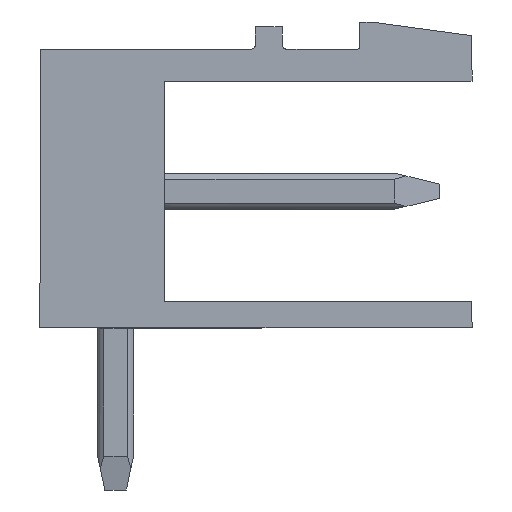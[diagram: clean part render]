
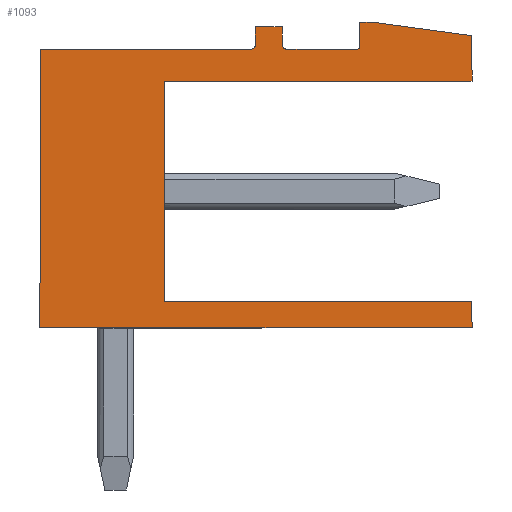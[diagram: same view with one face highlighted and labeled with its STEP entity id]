
A CAD part, left-side view. The second image highlights one B-rep face of the part: STEP entity #1093.
In plain terms, the highlighted planar face has unit normal (-1, 0, 0).
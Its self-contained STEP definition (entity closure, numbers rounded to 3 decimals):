
#969=AXIS2_PLACEMENT_3D('Plane Axis2P3D',#966,#967,#968) ;
#1015=AXIS2_PLACEMENT_3D('Circle Axis2P3D',#1013,#1014,$) ;
#1043=AXIS2_PLACEMENT_3D('Circle Axis2P3D',#1041,#1042,$) ;
#49=CARTESIAN_POINT('Vertex',(0.,8.55,5.23)) ;
#52=CARTESIAN_POINT('Line Origine',(0.,4.275,5.23)) ;
#56=CARTESIAN_POINT('Vertex',(0.,0.,5.23)) ;
#224=CARTESIAN_POINT('Vertex',(0.,8.55,11.36)) ;
#227=CARTESIAN_POINT('Line Origine',(0.,8.55,8.295)) ;
#966=CARTESIAN_POINT('Axis2P3D Location',(0.,0.,1.3)) ;
#971=CARTESIAN_POINT('Line Origine',(0.,4.275,11.36)) ;
#975=CARTESIAN_POINT('Vertex',(0.,0.,11.36)) ;
#978=CARTESIAN_POINT('Line Origine',(0.,0.,11.99)) ;
#982=CARTESIAN_POINT('Vertex',(0.,0.,12.62)) ;
#985=CARTESIAN_POINT('Line Origine',(0.,1.4,12.81)) ;
#989=CARTESIAN_POINT('Vertex',(0.,2.8,13.)) ;
#992=CARTESIAN_POINT('Line Origine',(0.,2.96,13.)) ;
#996=CARTESIAN_POINT('Vertex',(0.,3.12,13.)) ;
#999=CARTESIAN_POINT('Line Origine',(0.,3.12,12.625)) ;
#1003=CARTESIAN_POINT('Vertex',(0.,3.12,12.25)) ;
#1006=CARTESIAN_POINT('Line Origine',(0.,4.145,12.25)) ;
#1010=CARTESIAN_POINT('Vertex',(0.,5.17,12.25)) ;
#1013=CARTESIAN_POINT('Axis2P3D Location',(0.,5.17,12.35)) ;
#1017=CARTESIAN_POINT('Vertex',(0.,5.27,12.35)) ;
#1020=CARTESIAN_POINT('Line Origine',(0.,5.27,12.61)) ;
#1024=CARTESIAN_POINT('Vertex',(0.,5.27,12.87)) ;
#1027=CARTESIAN_POINT('Line Origine',(0.,5.645,12.87)) ;
#1031=CARTESIAN_POINT('Vertex',(0.,6.02,12.87)) ;
#1034=CARTESIAN_POINT('Line Origine',(0.,6.02,12.61)) ;
#1038=CARTESIAN_POINT('Vertex',(0.,6.02,12.35)) ;
#1041=CARTESIAN_POINT('Axis2P3D Location',(0.,6.12,12.35)) ;
#1045=CARTESIAN_POINT('Vertex',(0.,6.12,12.25)) ;
#1048=CARTESIAN_POINT('Line Origine',(0.,9.06,12.25)) ;
#1052=CARTESIAN_POINT('Vertex',(0.,12.,12.25)) ;
#1055=CARTESIAN_POINT('Line Origine',(0.,12.,8.375)) ;
#1059=CARTESIAN_POINT('Vertex',(0.,12.,4.5)) ;
#1062=CARTESIAN_POINT('Line Origine',(0.,6.,4.5)) ;
#1066=CARTESIAN_POINT('Vertex',(0.,0.,4.5)) ;
#1069=CARTESIAN_POINT('Line Origine',(0.,0.,4.865)) ;
#53=DIRECTION('Vector Direction',(0.,1.,0.)) ;
#228=DIRECTION('Vector Direction',(0.,0.,-1.)) ;
#967=DIRECTION('Axis2P3D Direction',(-1.,0.,0.)) ;
#968=DIRECTION('Axis2P3D XDirection',(0.,0.,1.)) ;
#972=DIRECTION('Vector Direction',(0.,-1.,0.)) ;
#979=DIRECTION('Vector Direction',(0.,0.,1.)) ;
#986=DIRECTION('Vector Direction',(0.,0.991,0.134)) ;
#993=DIRECTION('Vector Direction',(0.,1.,0.)) ;
#1000=DIRECTION('Vector Direction',(0.,0.,-1.)) ;
#1007=DIRECTION('Vector Direction',(0.,1.,0.)) ;
#1014=DIRECTION('Axis2P3D Direction',(-1.,0.,0.)) ;
#1021=DIRECTION('Vector Direction',(0.,0.,1.)) ;
#1028=DIRECTION('Vector Direction',(0.,1.,0.)) ;
#1035=DIRECTION('Vector Direction',(0.,0.,-1.)) ;
#1042=DIRECTION('Axis2P3D Direction',(-1.,0.,0.)) ;
#1049=DIRECTION('Vector Direction',(0.,1.,0.)) ;
#1056=DIRECTION('Vector Direction',(0.,0.,-1.)) ;
#1063=DIRECTION('Vector Direction',(0.,1.,0.)) ;
#1070=DIRECTION('Vector Direction',(0.,0.,-1.)) ;
#54=VECTOR('Line Direction',#53,1.) ;
#229=VECTOR('Line Direction',#228,1.) ;
#973=VECTOR('Line Direction',#972,1.) ;
#980=VECTOR('Line Direction',#979,1.) ;
#987=VECTOR('Line Direction',#986,1.) ;
#994=VECTOR('Line Direction',#993,1.) ;
#1001=VECTOR('Line Direction',#1000,1.) ;
#1008=VECTOR('Line Direction',#1007,1.) ;
#1022=VECTOR('Line Direction',#1021,1.) ;
#1029=VECTOR('Line Direction',#1028,1.) ;
#1036=VECTOR('Line Direction',#1035,1.) ;
#1050=VECTOR('Line Direction',#1049,1.) ;
#1057=VECTOR('Line Direction',#1056,1.) ;
#1064=VECTOR('Line Direction',#1063,1.) ;
#1071=VECTOR('Line Direction',#1070,1.) ;
#1075=ORIENTED_EDGE('',*,*,#58,.T.) ;
#1076=ORIENTED_EDGE('',*,*,#231,.T.) ;
#1077=ORIENTED_EDGE('',*,*,#977,.T.) ;
#1078=ORIENTED_EDGE('',*,*,#984,.T.) ;
#1079=ORIENTED_EDGE('',*,*,#991,.T.) ;
#1080=ORIENTED_EDGE('',*,*,#998,.T.) ;
#1081=ORIENTED_EDGE('',*,*,#1005,.T.) ;
#1082=ORIENTED_EDGE('',*,*,#1012,.T.) ;
#1083=ORIENTED_EDGE('',*,*,#1019,.T.) ;
#1084=ORIENTED_EDGE('',*,*,#1026,.T.) ;
#1085=ORIENTED_EDGE('',*,*,#1033,.T.) ;
#1086=ORIENTED_EDGE('',*,*,#1040,.T.) ;
#1087=ORIENTED_EDGE('',*,*,#1047,.T.) ;
#1088=ORIENTED_EDGE('',*,*,#1054,.T.) ;
#1089=ORIENTED_EDGE('',*,*,#1061,.T.) ;
#1090=ORIENTED_EDGE('',*,*,#1068,.T.) ;
#1091=ORIENTED_EDGE('',*,*,#1073,.T.) ;
#1093=ADVANCED_FACE('Housing',(#1092),#970,.T.) ;
#1016=CIRCLE('generated circle',#1015,0.1) ;
#1044=CIRCLE('generated circle',#1043,0.1) ;
#58=EDGE_CURVE('',#57,#50,#55,.T.) ;
#231=EDGE_CURVE('',#50,#225,#230,.F.) ;
#977=EDGE_CURVE('',#225,#976,#974,.T.) ;
#984=EDGE_CURVE('',#976,#983,#981,.T.) ;
#991=EDGE_CURVE('',#983,#990,#988,.T.) ;
#998=EDGE_CURVE('',#990,#997,#995,.T.) ;
#1005=EDGE_CURVE('',#997,#1004,#1002,.T.) ;
#1012=EDGE_CURVE('',#1004,#1011,#1009,.T.) ;
#1019=EDGE_CURVE('',#1011,#1018,#1016,.F.) ;
#1026=EDGE_CURVE('',#1018,#1025,#1023,.T.) ;
#1033=EDGE_CURVE('',#1025,#1032,#1030,.T.) ;
#1040=EDGE_CURVE('',#1032,#1039,#1037,.T.) ;
#1047=EDGE_CURVE('',#1039,#1046,#1044,.F.) ;
#1054=EDGE_CURVE('',#1046,#1053,#1051,.T.) ;
#1061=EDGE_CURVE('',#1053,#1060,#1058,.T.) ;
#1068=EDGE_CURVE('',#1060,#1067,#1065,.F.) ;
#1073=EDGE_CURVE('',#1067,#57,#1072,.F.) ;
#1074=EDGE_LOOP('',(#1075,#1076,#1077,#1078,#1079,#1080,#1081,#1082,#1083,#1084,#1085,#1086,#1087,#1088,#1089,#1090,#1091)) ;
#1092=FACE_OUTER_BOUND('',#1074,.T.) ;
#55=LINE('Line',#52,#54) ;
#230=LINE('Line',#227,#229) ;
#974=LINE('Line',#971,#973) ;
#981=LINE('Line',#978,#980) ;
#988=LINE('Line',#985,#987) ;
#995=LINE('Line',#992,#994) ;
#1002=LINE('Line',#999,#1001) ;
#1009=LINE('Line',#1006,#1008) ;
#1023=LINE('Line',#1020,#1022) ;
#1030=LINE('Line',#1027,#1029) ;
#1037=LINE('Line',#1034,#1036) ;
#1051=LINE('Line',#1048,#1050) ;
#1058=LINE('Line',#1055,#1057) ;
#1065=LINE('Line',#1062,#1064) ;
#1072=LINE('Line',#1069,#1071) ;
#970=PLANE('',#969) ;
#50=VERTEX_POINT('',#49) ;
#57=VERTEX_POINT('',#56) ;
#225=VERTEX_POINT('',#224) ;
#976=VERTEX_POINT('',#975) ;
#983=VERTEX_POINT('',#982) ;
#990=VERTEX_POINT('',#989) ;
#997=VERTEX_POINT('',#996) ;
#1004=VERTEX_POINT('',#1003) ;
#1011=VERTEX_POINT('',#1010) ;
#1018=VERTEX_POINT('',#1017) ;
#1025=VERTEX_POINT('',#1024) ;
#1032=VERTEX_POINT('',#1031) ;
#1039=VERTEX_POINT('',#1038) ;
#1046=VERTEX_POINT('',#1045) ;
#1053=VERTEX_POINT('',#1052) ;
#1060=VERTEX_POINT('',#1059) ;
#1067=VERTEX_POINT('',#1066) ;
